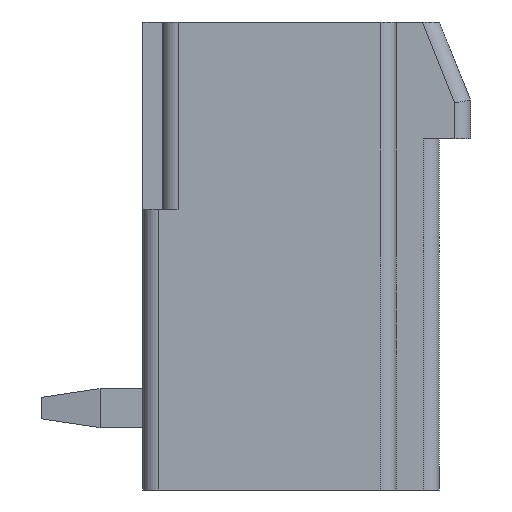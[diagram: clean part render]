
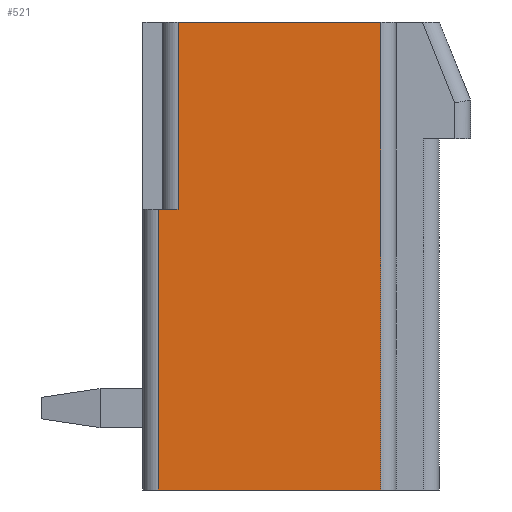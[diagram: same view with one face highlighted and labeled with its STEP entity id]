
A CAD part, left-side view. The second image highlights one B-rep face of the part: STEP entity #521.
In plain terms, the highlighted planar face has unit normal (-1, 0, 0).
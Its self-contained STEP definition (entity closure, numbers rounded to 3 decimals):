
#521 = ADVANCED_FACE( '', ( #1033 ), #1034, .T. );
#1033 = FACE_OUTER_BOUND( '', #1532, .T. );
#1034 = PLANE( '', #1533 );
#1532 = EDGE_LOOP( '', ( #2799, #2800, #2801, #2802, #2803, #2804 ) );
#1533 = AXIS2_PLACEMENT_3D( '', #2805, #2806, #2807 );
#2799 = ORIENTED_EDGE( '', *, *, #3339, .T. );
#2800 = ORIENTED_EDGE( '', *, *, #3260, .T. );
#2801 = ORIENTED_EDGE( '', *, *, #3318, .F. );
#2802 = ORIENTED_EDGE( '', *, *, #3191, .T. );
#2803 = ORIENTED_EDGE( '', *, *, #3516, .T. );
#2804 = ORIENTED_EDGE( '', *, *, #3452, .T. );
#2805 = CARTESIAN_POINT( '', ( -3.68, 0., 0. ) );
#2806 = DIRECTION( '', ( -1., 0., 0. ) );
#2807 = DIRECTION( '', ( 0., 0., 1. ) );
#3191 = EDGE_CURVE( '', #3880, #3882, #3884, .T. );
#3260 = EDGE_CURVE( '', #3985, #3989, #3991, .T. );
#3318 = EDGE_CURVE( '', #3880, #3989, #4078, .T. );
#3339 = EDGE_CURVE( '', #4109, #3985, #4110, .T. );
#3452 = EDGE_CURVE( '', #4254, #4109, #4256, .T. );
#3516 = EDGE_CURVE( '', #3882, #4254, #4331, .T. );
#3880 = VERTEX_POINT( '', #4813 );
#3882 = VERTEX_POINT( '', #4815 );
#3884 = LINE( '', #4817, #4818 );
#3985 = VERTEX_POINT( '', #4957 );
#3989 = VERTEX_POINT( '', #4962 );
#3991 = LINE( '', #4964, #4965 );
#4078 = LINE( '', #5089, #5090 );
#4109 = VERTEX_POINT( '', #5134 );
#4110 = LINE( '', #5135, #5136 );
#4254 = VERTEX_POINT( '', #5351 );
#4256 = LINE( '', #5353, #5354 );
#4331 = LINE( '', #5464, #5465 );
#4813 = CARTESIAN_POINT( '', ( -3.68, 8., 7.2 ) );
#4815 = CARTESIAN_POINT( '', ( -3.68, 8., 0. ) );
#4817 = CARTESIAN_POINT( '', ( -3.68, 8., 0. ) );
#4818 = VECTOR( '', #5741, 1000. );
#4957 = CARTESIAN_POINT( '', ( -3.68, 7.5, 12. ) );
#4962 = CARTESIAN_POINT( '', ( -3.68, 7.5, 7.2 ) );
#4964 = CARTESIAN_POINT( '', ( -3.68, 7.5, 0. ) );
#4965 = VECTOR( '', #5817, 1000. );
#5089 = CARTESIAN_POINT( '', ( -3.68, 8.4, 7.2 ) );
#5090 = VECTOR( '', #5870, 1000. );
#5134 = CARTESIAN_POINT( '', ( -3.68, 2.3, 12. ) );
#5135 = CARTESIAN_POINT( '', ( -3.68, 1.9, 12. ) );
#5136 = VECTOR( '', #5893, 1000. );
#5351 = CARTESIAN_POINT( '', ( -3.68, 2.3, 0. ) );
#5353 = CARTESIAN_POINT( '', ( -3.68, 2.3, 12. ) );
#5354 = VECTOR( '', #5989, 1000. );
#5464 = CARTESIAN_POINT( '', ( -3.68, 7.9, 0. ) );
#5465 = VECTOR( '', #6028, 1000. );
#5741 = DIRECTION( '', ( 0., 0., -1. ) );
#5817 = DIRECTION( '', ( 0., 0., -1. ) );
#5870 = DIRECTION( '', ( 0., -1., 0. ) );
#5893 = DIRECTION( '', ( 0., 1., 0. ) );
#5989 = DIRECTION( '', ( 0., 0., 1. ) );
#6028 = DIRECTION( '', ( 0., -1., 0. ) );
